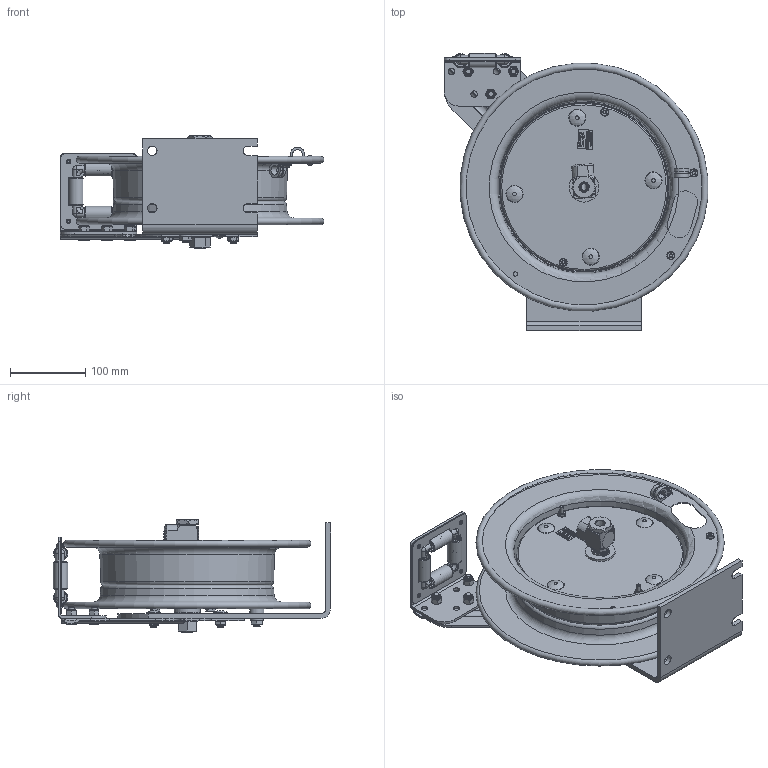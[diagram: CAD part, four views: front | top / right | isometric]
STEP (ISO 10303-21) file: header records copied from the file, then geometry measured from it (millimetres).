
FILE_DESCRIPTION(/* description */ (''),/* implementation_level */ '2;1');
FILE_NAME(/* name */ 'P-LPL-135_SHARED.stp',/* time_stamp */ '2020-01-17T08:14:40-07:00',/* author */ ('NMelton'),/* organization */ (''),/* preprocessor_version */ 'ST-DEVELOPER v17',/* originating_system */ 'Autodesk Inventor 2019',/* authorisation */ '');
FILE_SCHEMA (('AUTOMOTIVE_DESIGN { 1 0 10303 214 3 1 1 }'));
Products named in the file (1): P-LPL-135_SHARED
Bounding box: 350.53 x 368.33 x 149.35 mm (x, y, z)
Surface area: 774265.4 mm2 (no closed solid volume)
Topology: 0 solids, 109 shells, 2750 faces, 10925 edges, 7903 vertices
Faces by surface type: plane 1474, bspline 619, cylinder 413, cone 146, torus 58, sphere 40
Full cylindrical faces by diameter (mm): 2.159 x2, 2.54 x1, 3.048 x1, 4.699 x4, 4.826 x5, 5.556 x3, 5.588 x3, 6.35 x5, 7.938 x3, 8.731 x7, 8.89 x2, 11.43 x3, 12.192 x8, 12.548 x1, 12.7 x2, 14.224 x1, 15.875 x1, 17.882 x1, 19.05 x5, 20.574 x1, 20.625 x1, 25.362 x1, 28.575 x1, 34.925 x1, 35.052 x1, 39.624 x1, 221.996 x1, 223.52 x1
Entity records: 121437 total; most frequent: CARTESIAN_POINT 35375, ORIENTED_EDGE 16792, DIRECTION 14398, EDGE_CURVE 10882, VERTEX_POINT 7903, LINE 6562, VECTOR 6562, AXIS2_PLACEMENT_3D 3918
